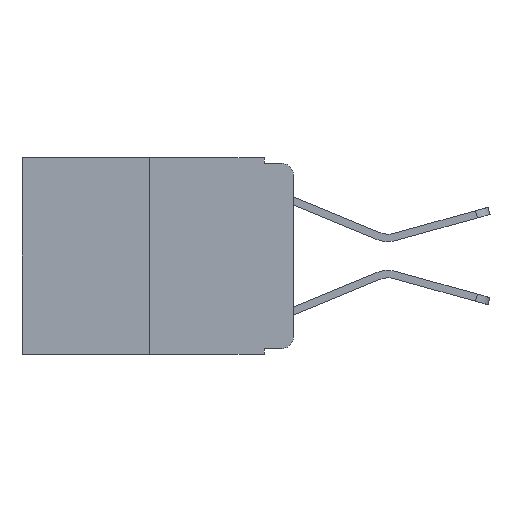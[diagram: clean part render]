
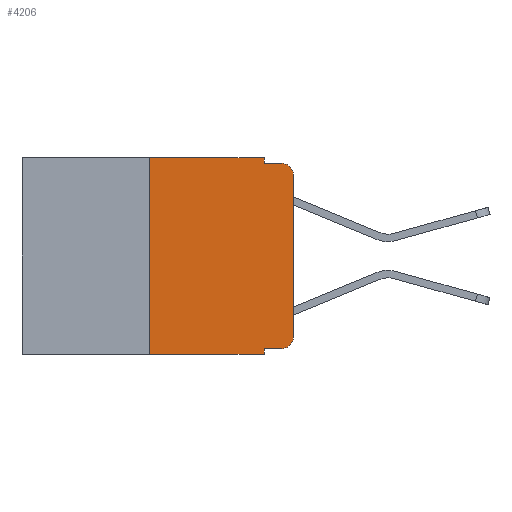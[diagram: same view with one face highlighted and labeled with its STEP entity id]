
A CAD part, left-side view. The second image highlights one B-rep face of the part: STEP entity #4206.
In plain terms, the highlighted planar face has unit normal (-1, 0, 0).
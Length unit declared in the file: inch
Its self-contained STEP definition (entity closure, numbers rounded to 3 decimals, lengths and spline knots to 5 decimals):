
#179 = VECTOR ( 'NONE', #200, 39.37008 ) ;
#200 = DIRECTION ( 'NONE',  ( 0., -1., 0. ) ) ;
#388 = DIRECTION ( 'NONE',  ( 1., 0., 0. ) ) ;
#440 = VERTEX_POINT ( 'NONE', #6315 ) ;
#548 = LINE ( 'NONE', #7788, #6295 ) ;
#749 = VECTOR ( 'NONE', #14307, 39.37008 ) ;
#764 = DIRECTION ( 'NONE',  ( -1., 0., 0. ) ) ;
#774 = DIRECTION ( 'NONE',  ( 0., 0., 1. ) ) ;
#1004 = CARTESIAN_POINT ( 'NONE',  ( 0., 0.25, 0. ) ) ;
#1101 = ORIENTED_EDGE ( 'NONE', *, *, #9253, .T. ) ;
#1128 = LINE ( 'NONE', #4780, #9731 ) ;
#1964 = LINE ( 'NONE', #1004, #11413 ) ;
#2226 = CARTESIAN_POINT ( 'NONE',  ( 0., 0.051, -0.333 ) ) ;
#2328 = EDGE_CURVE ( 'NONE', #440, #13071, #1128, .T. ) ;
#2493 = LINE ( 'NONE', #9477, #749 ) ;
#2781 = FACE_OUTER_BOUND ( 'NONE', #15406, .T. ) ;
#2848 = LINE ( 'NONE', #12298, #9334 ) ;
#3389 = VERTEX_POINT ( 'NONE', #12503 ) ;
#3609 = LINE ( 'NONE', #9811, #179 ) ;
#4042 = DIRECTION ( 'NONE',  ( 0., -1., 0. ) ) ;
#4206 = ADVANCED_FACE ( 'NONE', ( #2781 ), #8813, .F. ) ;
#4247 = AXIS2_PLACEMENT_3D ( 'NONE', #5400, #388, #7628 ) ;
#4261 = VECTOR ( 'NONE', #10872, 39.37008 ) ;
#4349 = DIRECTION ( 'NONE',  ( 0., 0., -1. ) ) ;
#4712 = CARTESIAN_POINT ( 'NONE',  ( 0., 0.25, -0.343 ) ) ;
#4780 = CARTESIAN_POINT ( 'NONE',  ( 0., 0.051, 0. ) ) ;
#4988 = AXIS2_PLACEMENT_3D ( 'NONE', #15237, #12621, #11527 ) ;
#5314 = CARTESIAN_POINT ( 'NONE',  ( 0., 0.051, -0.343 ) ) ;
#5400 = CARTESIAN_POINT ( 'NONE',  ( 0., 0.473, 0. ) ) ;
#6061 = CARTESIAN_POINT ( 'NONE',  ( 0., 0.051, 0. ) ) ;
#6083 = EDGE_CURVE ( 'NONE', #8445, #12726, #548, .T. ) ;
#6295 = VECTOR ( 'NONE', #4042, 39.37008 ) ;
#6315 = CARTESIAN_POINT ( 'NONE',  ( 0., 0.051, 0. ) ) ;
#6447 = VERTEX_POINT ( 'NONE', #7431 ) ;
#6633 = ORIENTED_EDGE ( 'NONE', *, *, #9520, .F. ) ;
#6848 = VECTOR ( 'NONE', #15585, 39.37008 ) ;
#7431 = CARTESIAN_POINT ( 'NONE',  ( 0., 0.02, -0.01 ) ) ;
#7628 = DIRECTION ( 'NONE',  ( 0., 0., -1. ) ) ;
#7635 = VERTEX_POINT ( 'NONE', #14343 ) ;
#7784 = CIRCLE ( 'NONE', #12080, 0.02 ) ;
#7788 = CARTESIAN_POINT ( 'NONE',  ( 0., 0.051, -0.333 ) ) ;
#7947 = ORIENTED_EDGE ( 'NONE', *, *, #13482, .F. ) ;
#8445 = VERTEX_POINT ( 'NONE', #2226 ) ;
#8813 = PLANE ( 'NONE',  #4247 ) ;
#8856 = EDGE_CURVE ( 'NONE', #3389, #6447, #11077, .T. ) ;
#9253 = EDGE_CURVE ( 'NONE', #12726, #13485, #7784, .T. ) ;
#9334 = VECTOR ( 'NONE', #9917, 39.37008 ) ;
#9371 = ORIENTED_EDGE ( 'NONE', *, *, #14009, .F. ) ;
#9477 = CARTESIAN_POINT ( 'NONE',  ( 0., 0.473, 0. ) ) ;
#9520 = EDGE_CURVE ( 'NONE', #13071, #6447, #3609, .T. ) ;
#9542 = CARTESIAN_POINT ( 'NONE',  ( 0., 0.051, -0.01 ) ) ;
#9731 = VECTOR ( 'NONE', #14777, 39.37008 ) ;
#9811 = CARTESIAN_POINT ( 'NONE',  ( 0., 0.051, -0.01 ) ) ;
#9917 = DIRECTION ( 'NONE',  ( 0., -1., 0. ) ) ;
#10115 = ORIENTED_EDGE ( 'NONE', *, *, #14011, .F. ) ;
#10584 = EDGE_CURVE ( 'NONE', #13485, #3389, #11028, .T. ) ;
#10767 = EDGE_CURVE ( 'NONE', #13973, #12039, #2848, .T. ) ;
#10790 = CARTESIAN_POINT ( 'NONE',  ( 0., 0., 0. ) ) ;
#10872 = DIRECTION ( 'NONE',  ( 0., 0., 1. ) ) ;
#11028 = LINE ( 'NONE', #10790, #4261 ) ;
#11077 = CIRCLE ( 'NONE', #4988, 0.02 ) ;
#11413 = VECTOR ( 'NONE', #774, 39.37008 ) ;
#11527 = DIRECTION ( 'NONE',  ( 0., 0., -1. ) ) ;
#12026 = CARTESIAN_POINT ( 'NONE',  ( 0., 0.02, -0.333 ) ) ;
#12039 = VERTEX_POINT ( 'NONE', #5314 ) ;
#12080 = AXIS2_PLACEMENT_3D ( 'NONE', #15058, #764, #4349 ) ;
#12100 = ORIENTED_EDGE ( 'NONE', *, *, #2328, .F. ) ;
#12298 = CARTESIAN_POINT ( 'NONE',  ( 0., 0.473, -0.343 ) ) ;
#12503 = CARTESIAN_POINT ( 'NONE',  ( 0., 0., -0.03 ) ) ;
#12621 = DIRECTION ( 'NONE',  ( -1., 0., 0. ) ) ;
#12726 = VERTEX_POINT ( 'NONE', #12026 ) ;
#12754 = ORIENTED_EDGE ( 'NONE', *, *, #8856, .T. ) ;
#13071 = VERTEX_POINT ( 'NONE', #9542 ) ;
#13353 = ORIENTED_EDGE ( 'NONE', *, *, #6083, .T. ) ;
#13482 = EDGE_CURVE ( 'NONE', #13973, #7635, #1964, .T. ) ;
#13485 = VERTEX_POINT ( 'NONE', #15230 ) ;
#13833 = ORIENTED_EDGE ( 'NONE', *, *, #10767, .T. ) ;
#13973 = VERTEX_POINT ( 'NONE', #4712 ) ;
#14009 = EDGE_CURVE ( 'NONE', #8445, #12039, #14473, .T. ) ;
#14011 = EDGE_CURVE ( 'NONE', #7635, #440, #2493, .T. ) ;
#14307 = DIRECTION ( 'NONE',  ( 0., -1., 0. ) ) ;
#14343 = CARTESIAN_POINT ( 'NONE',  ( 0., 0.25, 0. ) ) ;
#14473 = LINE ( 'NONE', #6061, #6848 ) ;
#14625 = ORIENTED_EDGE ( 'NONE', *, *, #10584, .T. ) ;
#14777 = DIRECTION ( 'NONE',  ( 0., 0., -1. ) ) ;
#15058 = CARTESIAN_POINT ( 'NONE',  ( 0., 0.02, -0.313 ) ) ;
#15230 = CARTESIAN_POINT ( 'NONE',  ( 0., 0., -0.313 ) ) ;
#15237 = CARTESIAN_POINT ( 'NONE',  ( 0., 0.02, -0.03 ) ) ;
#15406 = EDGE_LOOP ( 'NONE', ( #14625, #12754, #6633, #12100, #10115, #7947, #13833, #9371, #13353, #1101 ) ) ;
#15585 = DIRECTION ( 'NONE',  ( 0., 0., -1. ) ) ;
